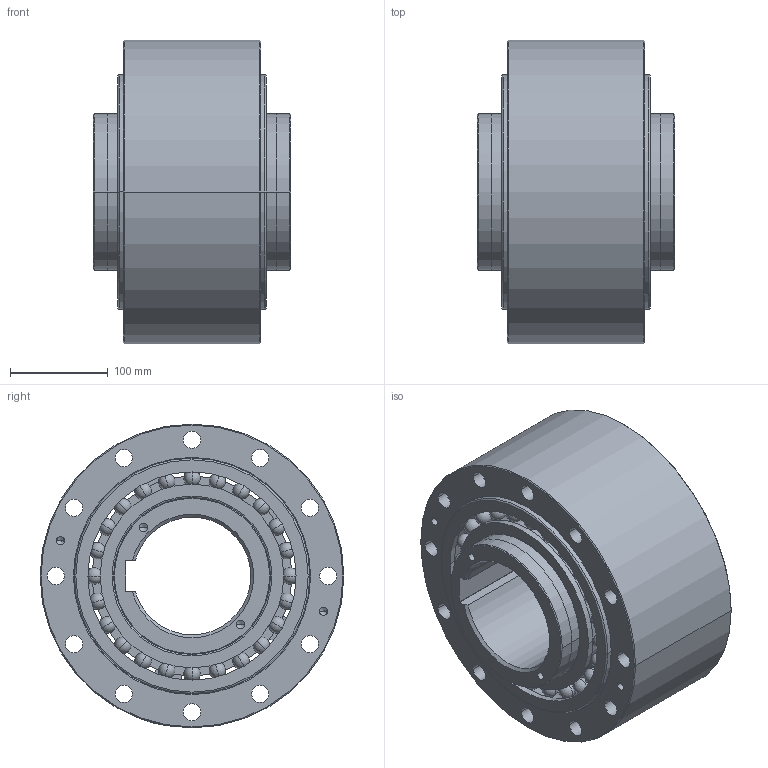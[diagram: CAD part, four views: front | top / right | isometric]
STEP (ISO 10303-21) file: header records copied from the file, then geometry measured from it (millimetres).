
FILE_DESCRIPTION((''),'2;1');
FILE_NAME('FREILAUF_AL_120_ASM','2025-05-07T11:34:52',('Administrator'),(''),'CREO PARAMETRIC BY PTC INC, 2020184','CREO PARAMETRIC BY PTC INC, 2020184','');
FILE_SCHEMA(('AUTOMOTIVE_DESIGN { 1 0 10303 214 1 1 1 1 }'));
Length unit declared in the file: millimetre
Products named in the file (13): STERN_AL_120_NICO_1; DRUCKBOLZEN_AE30_1; DRUCKFEDER_AE30_5A_1; ANFED_KPL_AE30_6_AE30_5A_ASM_1_ASM; ROLLE_GFR_120_NICO_1; SCHEIBE_AL_120_NICO_1; DIN625_A16032_AF0_1; DIN625_I16032_AF0_1; DIN625_K24_1; DIN625_16032_HD_ASM_1_ASM; A-RING_AL_120_NICO_1; FREILAUF_AL_120_NICO_ASM_1_ASM; FREILAUF_AL_120_ASM
Assembly tree (50 placements, depth 4):
  FREILAUF_AL_120_ASM
    FREILAUF_AL_120_NICO_ASM_1_ASM
      STERN_AL_120_NICO_1
      ANFED_KPL_AE30_6_AE30_5A_ASM_1_ASM  x10
        DRUCKBOLZEN_AE30_1
        DRUCKFEDER_AE30_5A_1
      ROLLE_GFR_120_NICO_1  x5
      SCHEIBE_AL_120_NICO_1  x2
      DIN625_16032_HD_ASM_1_ASM  x2
        DIN625_A16032_AF0_1
        DIN625_I16032_AF0_1
        DIN625_K24_1
      A-RING_AL_120_NICO_1
Bounding box: 202 x 310 x 310 mm (x, y, z)
Volume: 7739489.6 mm3; surface area: 976031.4 mm2
Topology: 81 solids, 81 shells, 607 faces, 1545 edges, 906 vertices
Faces by surface type: cylinder 174, sphere 144, plane 95, cone 90, bspline 60, torus 44
Entity records: 9473 total; most frequent: CARTESIAN_POINT 2507, DIRECTION 1519, ORIENTED_EDGE 1086, AXIS2_PLACEMENT_3D 657, EDGE_CURVE 543, VERTEX_POINT 359, CIRCLE 312, EDGE_LOOP 290
